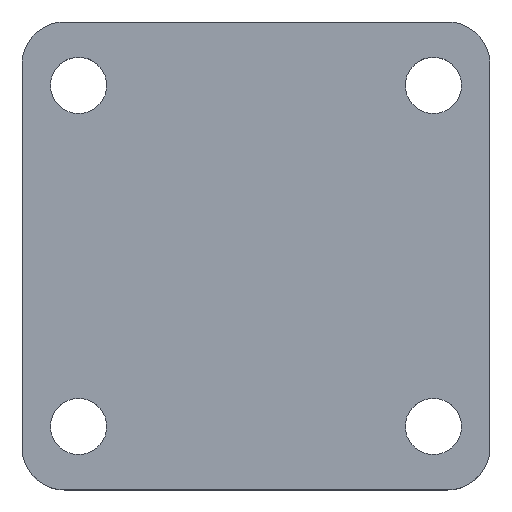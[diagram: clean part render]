
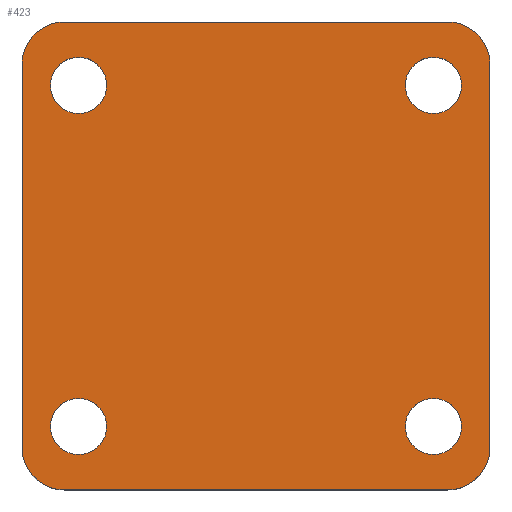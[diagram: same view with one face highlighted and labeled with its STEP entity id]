
A CAD part, top view. The second image highlights one B-rep face of the part: STEP entity #423.
In plain terms, the highlighted planar face has unit normal (0, 0, 1).
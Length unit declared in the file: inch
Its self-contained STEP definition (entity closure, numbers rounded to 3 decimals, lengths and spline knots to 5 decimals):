
#3 = DIRECTION ( 'NONE',  ( -1., 0., 0. ) ) ;
#11 = EDGE_CURVE ( 'NONE', #134, #137, #409, .T. ) ;
#13 = DIRECTION ( 'NONE',  ( 1., 0., 0. ) ) ;
#19 = ORIENTED_EDGE ( 'NONE', *, *, #398, .F. ) ;
#22 = DIRECTION ( 'NONE',  ( 0., 0., 1. ) ) ;
#31 = EDGE_CURVE ( 'NONE', #469, #71, #274, .T. ) ;
#39 = ORIENTED_EDGE ( 'NONE', *, *, #535, .T. ) ;
#47 = AXIS2_PLACEMENT_3D ( 'NONE', #259, #150, #561 ) ;
#50 = DIRECTION ( 'NONE',  ( 1., 0., 0. ) ) ;
#52 = CARTESIAN_POINT ( 'NONE',  ( -0.5374, 0.65551, 0.09843 ) ) ;
#56 = CARTESIAN_POINT ( 'NONE',  ( 0.5374, -0.5374, 0.09843 ) ) ;
#57 = CIRCLE ( 'NONE', #47, 0.07874 ) ;
#66 = DIRECTION ( 'NONE',  ( 0., 0., 1. ) ) ;
#69 = VERTEX_POINT ( 'NONE', #85 ) ;
#71 = VERTEX_POINT ( 'NONE', #530 ) ;
#73 = CARTESIAN_POINT ( 'NONE',  ( -0.57579, 0.47795, 0.09843 ) ) ;
#77 = CIRCLE ( 'NONE', #549, 0.07874 ) ;
#79 = LINE ( 'NONE', #616, #212 ) ;
#81 = EDGE_LOOP ( 'NONE', ( #123, #184 ) ) ;
#82 = CARTESIAN_POINT ( 'NONE',  ( 0.41831, 0.47795, 0.09843 ) ) ;
#85 = CARTESIAN_POINT ( 'NONE',  ( 0.5374, 0.65551, 0.09843 ) ) ;
#87 = AXIS2_PLACEMENT_3D ( 'NONE', #588, #186, #288 ) ;
#89 = VECTOR ( 'NONE', #644, 39.37008 ) ;
#92 = ORIENTED_EDGE ( 'NONE', *, *, #120, .F. ) ;
#93 = DIRECTION ( 'NONE',  ( -1., 0., 0. ) ) ;
#100 = CARTESIAN_POINT ( 'NONE',  ( -0.41831, 0.47795, 0.09843 ) ) ;
#101 = EDGE_CURVE ( 'NONE', #578, #220, #170, .T. ) ;
#105 = CARTESIAN_POINT ( 'NONE',  ( 0.65551, -0.5374, 0.09843 ) ) ;
#108 = AXIS2_PLACEMENT_3D ( 'NONE', #334, #291, #531 ) ;
#114 = DIRECTION ( 'NONE',  ( 0., 0., 1. ) ) ;
#120 = EDGE_CURVE ( 'NONE', #182, #142, #537, .T. ) ;
#123 = ORIENTED_EDGE ( 'NONE', *, *, #228, .F. ) ;
#124 = FACE_OUTER_BOUND ( 'NONE', #488, .T. ) ;
#134 = VERTEX_POINT ( 'NONE', #82 ) ;
#137 = VERTEX_POINT ( 'NONE', #283 ) ;
#140 = CARTESIAN_POINT ( 'NONE',  ( -0.5374, 0.5374, 0.09843 ) ) ;
#142 = VERTEX_POINT ( 'NONE', #637 ) ;
#143 = AXIS2_PLACEMENT_3D ( 'NONE', #281, #480, #346 ) ;
#148 = DIRECTION ( 'NONE',  ( 0., 0., 1. ) ) ;
#150 = DIRECTION ( 'NONE',  ( 0., 0., 1. ) ) ;
#158 = DIRECTION ( 'NONE',  ( 0., 0., 1. ) ) ;
#167 = ORIENTED_EDGE ( 'NONE', *, *, #11, .F. ) ;
#170 = CIRCLE ( 'NONE', #400, 0.11811 ) ;
#174 = EDGE_CURVE ( 'NONE', #625, #642, #504, .T. ) ;
#182 = VERTEX_POINT ( 'NONE', #446 ) ;
#184 = ORIENTED_EDGE ( 'NONE', *, *, #31, .F. ) ;
#186 = DIRECTION ( 'NONE',  ( 0., 0., 1. ) ) ;
#187 = EDGE_CURVE ( 'NONE', #220, #420, #405, .T. ) ;
#188 = EDGE_LOOP ( 'NONE', ( #167, #324 ) ) ;
#209 = ORIENTED_EDGE ( 'NONE', *, *, #174, .T. ) ;
#211 = CARTESIAN_POINT ( 'NONE',  ( -0.65551, 0.5374, 0.09843 ) ) ;
#212 = VECTOR ( 'NONE', #318, 39.37008 ) ;
#216 = DIRECTION ( 'NONE',  ( -1., 0., 0. ) ) ;
#220 = VERTEX_POINT ( 'NONE', #211 ) ;
#224 = AXIS2_PLACEMENT_3D ( 'NONE', #56, #647, #394 ) ;
#228 = EDGE_CURVE ( 'NONE', #71, #469, #57, .T. ) ;
#232 = CARTESIAN_POINT ( 'NONE',  ( 0.65551, 0.5374, 0.09843 ) ) ;
#234 = VECTOR ( 'NONE', #607, 39.37008 ) ;
#236 = ORIENTED_EDGE ( 'NONE', *, *, #613, .T. ) ;
#238 = LINE ( 'NONE', #478, #89 ) ;
#254 = CARTESIAN_POINT ( 'NONE',  ( -0.5374, -0.65551, 0.09843 ) ) ;
#258 = CARTESIAN_POINT ( 'NONE',  ( -0.5374, -0.5374, 0.09843 ) ) ;
#259 = CARTESIAN_POINT ( 'NONE',  ( 0.49705, -0.47795, 0.09843 ) ) ;
#265 = DIRECTION ( 'NONE',  ( 1., 0., 0. ) ) ;
#266 = CIRCLE ( 'NONE', #620, 0.11811 ) ;
#272 = EDGE_LOOP ( 'NONE', ( #19, #92 ) ) ;
#273 = DIRECTION ( 'NONE',  ( 1., 0., 0. ) ) ;
#274 = CIRCLE ( 'NONE', #481, 0.07874 ) ;
#281 = CARTESIAN_POINT ( 'NONE',  ( -0.49705, 0.47795, 0.09843 ) ) ;
#283 = CARTESIAN_POINT ( 'NONE',  ( 0.57579, 0.47795, 0.09843 ) ) ;
#288 = DIRECTION ( 'NONE',  ( 1., 0., 0. ) ) ;
#291 = DIRECTION ( 'NONE',  ( 0., 0., 1. ) ) ;
#292 = DIRECTION ( 'NONE',  ( 0., 0., -1. ) ) ;
#296 = DIRECTION ( 'NONE',  ( 0., 0., 1. ) ) ;
#302 = CIRCLE ( 'NONE', #471, 0.07874 ) ;
#316 = EDGE_CURVE ( 'NONE', #466, #69, #558, .T. ) ;
#318 = DIRECTION ( 'NONE',  ( 0., 1., 0. ) ) ;
#324 = ORIENTED_EDGE ( 'NONE', *, *, #326, .F. ) ;
#326 = EDGE_CURVE ( 'NONE', #137, #134, #602, .T. ) ;
#329 = AXIS2_PLACEMENT_3D ( 'NONE', #490, #292, #93 ) ;
#333 = EDGE_CURVE ( 'NONE', #593, #466, #79, .T. ) ;
#334 = CARTESIAN_POINT ( 'NONE',  ( 0.49705, 0.47795, 0.09843 ) ) ;
#337 = DIRECTION ( 'NONE',  ( 0., 0., 1. ) ) ;
#345 = CARTESIAN_POINT ( 'NONE',  ( 0.49705, -0.47795, 0.09843 ) ) ;
#346 = DIRECTION ( 'NONE',  ( 1., 0., 0. ) ) ;
#363 = ORIENTED_EDGE ( 'NONE', *, *, #187, .T. ) ;
#367 = ORIENTED_EDGE ( 'NONE', *, *, #316, .T. ) ;
#375 = ORIENTED_EDGE ( 'NONE', *, *, #101, .T. ) ;
#384 = PLANE ( 'NONE',  #329 ) ;
#386 = ORIENTED_EDGE ( 'NONE', *, *, #437, .F. ) ;
#392 = CARTESIAN_POINT ( 'NONE',  ( -0.49705, 0.47795, 0.09843 ) ) ;
#394 = DIRECTION ( 'NONE',  ( -1., 0., 0. ) ) ;
#398 = EDGE_CURVE ( 'NONE', #142, #182, #77, .T. ) ;
#400 = AXIS2_PLACEMENT_3D ( 'NONE', #140, #337, #533 ) ;
#401 = AXIS2_PLACEMENT_3D ( 'NONE', #472, #22, #273 ) ;
#405 = LINE ( 'NONE', #609, #234 ) ;
#409 = CIRCLE ( 'NONE', #108, 0.07874 ) ;
#411 = VERTEX_POINT ( 'NONE', #73 ) ;
#412 = CARTESIAN_POINT ( 'NONE',  ( 0.5374, 0.5374, 0.09843 ) ) ;
#420 = VERTEX_POINT ( 'NONE', #467 ) ;
#423 = ADVANCED_FACE ( 'NONE', ( #124, #636, #580, #536, #542 ), #384, .F. ) ;
#431 = ORIENTED_EDGE ( 'NONE', *, *, #333, .T. ) ;
#432 = EDGE_LOOP ( 'NONE', ( #386, #457 ) ) ;
#437 = EDGE_CURVE ( 'NONE', #411, #631, #459, .T. ) ;
#441 = VECTOR ( 'NONE', #13, 39.37008 ) ;
#445 = EDGE_CURVE ( 'NONE', #69, #578, #238, .T. ) ;
#446 = CARTESIAN_POINT ( 'NONE',  ( -0.41831, -0.47795, 0.09843 ) ) ;
#450 = CIRCLE ( 'NONE', #224, 0.11811 ) ;
#457 = ORIENTED_EDGE ( 'NONE', *, *, #464, .F. ) ;
#459 = CIRCLE ( 'NONE', #143, 0.07874 ) ;
#464 = EDGE_CURVE ( 'NONE', #631, #411, #302, .T. ) ;
#466 = VERTEX_POINT ( 'NONE', #232 ) ;
#467 = CARTESIAN_POINT ( 'NONE',  ( -0.65551, -0.5374, 0.09843 ) ) ;
#469 = VERTEX_POINT ( 'NONE', #545 ) ;
#471 = AXIS2_PLACEMENT_3D ( 'NONE', #392, #296, #594 ) ;
#472 = CARTESIAN_POINT ( 'NONE',  ( 0.49705, 0.47795, 0.09843 ) ) ;
#475 = CARTESIAN_POINT ( 'NONE',  ( -0.49705, -0.47795, 0.09843 ) ) ;
#478 = CARTESIAN_POINT ( 'NONE',  ( -0.65551, 0.65551, 0.09843 ) ) ;
#480 = DIRECTION ( 'NONE',  ( 0., 0., 1. ) ) ;
#481 = AXIS2_PLACEMENT_3D ( 'NONE', #345, #148, #50 ) ;
#488 = EDGE_LOOP ( 'NONE', ( #363, #39, #209, #236, #431, #367, #589, #375 ) ) ;
#490 = CARTESIAN_POINT ( 'NONE',  ( 0., 0., 0.09843 ) ) ;
#504 = LINE ( 'NONE', #507, #441 ) ;
#507 = CARTESIAN_POINT ( 'NONE',  ( -0.65551, -0.65551, 0.09843 ) ) ;
#509 = CARTESIAN_POINT ( 'NONE',  ( 0.5374, -0.65551, 0.09843 ) ) ;
#530 = CARTESIAN_POINT ( 'NONE',  ( 0.41831, -0.47795, 0.09843 ) ) ;
#531 = DIRECTION ( 'NONE',  ( 1., 0., 0. ) ) ;
#533 = DIRECTION ( 'NONE',  ( -1., 0., 0. ) ) ;
#535 = EDGE_CURVE ( 'NONE', #420, #625, #266, .T. ) ;
#536 = FACE_BOUND ( 'NONE', #81, .T. ) ;
#537 = CIRCLE ( 'NONE', #87, 0.07874 ) ;
#542 = FACE_BOUND ( 'NONE', #272, .T. ) ;
#545 = CARTESIAN_POINT ( 'NONE',  ( 0.57579, -0.47795, 0.09843 ) ) ;
#549 = AXIS2_PLACEMENT_3D ( 'NONE', #475, #66, #265 ) ;
#558 = CIRCLE ( 'NONE', #567, 0.11811 ) ;
#561 = DIRECTION ( 'NONE',  ( 1., 0., 0. ) ) ;
#567 = AXIS2_PLACEMENT_3D ( 'NONE', #412, #114, #216 ) ;
#578 = VERTEX_POINT ( 'NONE', #52 ) ;
#580 = FACE_BOUND ( 'NONE', #188, .T. ) ;
#588 = CARTESIAN_POINT ( 'NONE',  ( -0.49705, -0.47795, 0.09843 ) ) ;
#589 = ORIENTED_EDGE ( 'NONE', *, *, #445, .T. ) ;
#593 = VERTEX_POINT ( 'NONE', #105 ) ;
#594 = DIRECTION ( 'NONE',  ( 1., 0., 0. ) ) ;
#602 = CIRCLE ( 'NONE', #401, 0.07874 ) ;
#607 = DIRECTION ( 'NONE',  ( 0., -1., 0. ) ) ;
#609 = CARTESIAN_POINT ( 'NONE',  ( -0.65551, -0.65551, 0.09843 ) ) ;
#613 = EDGE_CURVE ( 'NONE', #642, #593, #450, .T. ) ;
#616 = CARTESIAN_POINT ( 'NONE',  ( 0.65551, -0.65551, 0.09843 ) ) ;
#620 = AXIS2_PLACEMENT_3D ( 'NONE', #258, #158, #3 ) ;
#625 = VERTEX_POINT ( 'NONE', #254 ) ;
#631 = VERTEX_POINT ( 'NONE', #100 ) ;
#636 = FACE_BOUND ( 'NONE', #432, .T. ) ;
#637 = CARTESIAN_POINT ( 'NONE',  ( -0.57579, -0.47795, 0.09843 ) ) ;
#642 = VERTEX_POINT ( 'NONE', #509 ) ;
#644 = DIRECTION ( 'NONE',  ( -1., 0., 0. ) ) ;
#647 = DIRECTION ( 'NONE',  ( 0., 0., 1. ) ) ;
